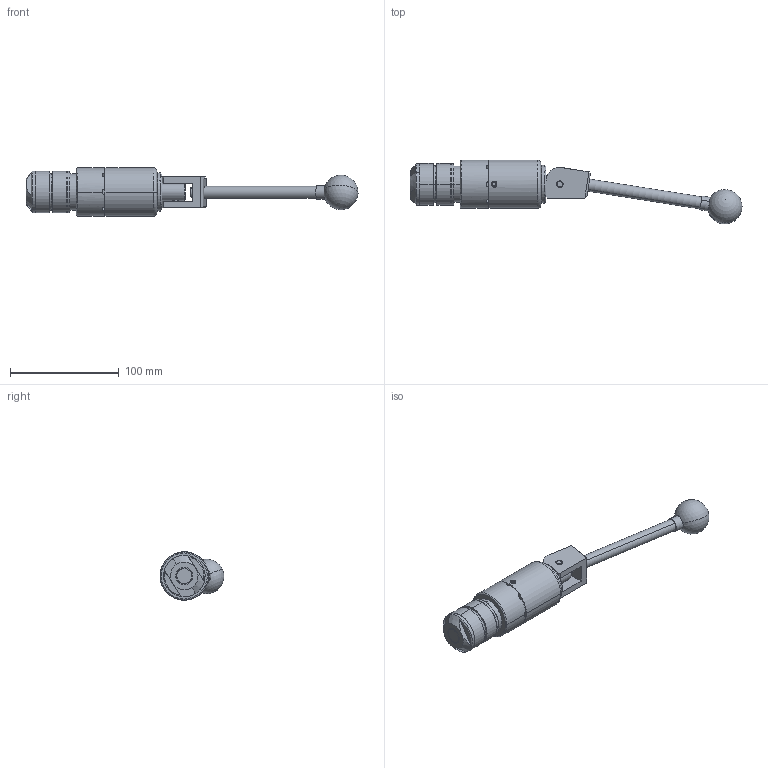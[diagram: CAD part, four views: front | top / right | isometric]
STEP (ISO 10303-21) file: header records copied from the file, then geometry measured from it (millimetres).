
FILE_DESCRIPTION (( 'STEP AP214' ), '1' );
FILE_NAME ('CTSC-003586.STEP', '2025-05-28T14:28:26', ( '' ), ( '' ), 'SwSTEP 2.0', 'SolidWorks 2023', '' );
FILE_SCHEMA (( 'AUTOMOTIVE_DESIGN' ));
Length unit declared in the file: inch
Products named in the file (1): CTSC-003586
Bounding box: 305.75 x 58.69 x 44.45 mm (x, y, z)
Volume: 215458.8 mm3; surface area: 51921 mm2
Topology: 10 solids, 10 shells, 262 faces, 640 edges, 405 vertices
Faces by surface type: cylinder 105, plane 94, cone 40, torus 16, bspline 5, sphere 2
Entity records: 12960 total; most frequent: CARTESIAN_POINT 3361, DIRECTION 1298, ORIENTED_EDGE 1258, EDGE_CURVE 629, AXIS2_PLACEMENT_3D 513, VERTEX_POINT 400, EDGE_LOOP 295, VECTOR 272
